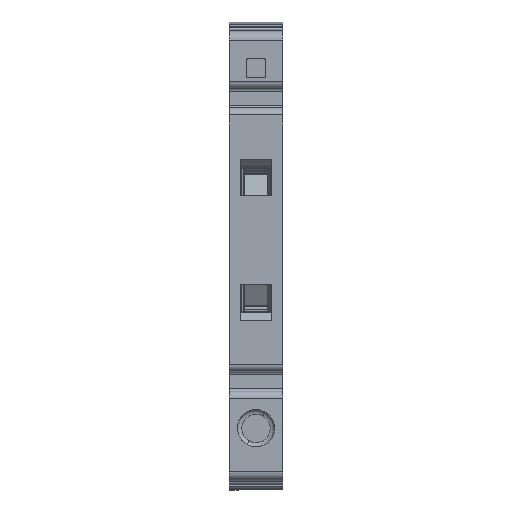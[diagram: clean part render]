
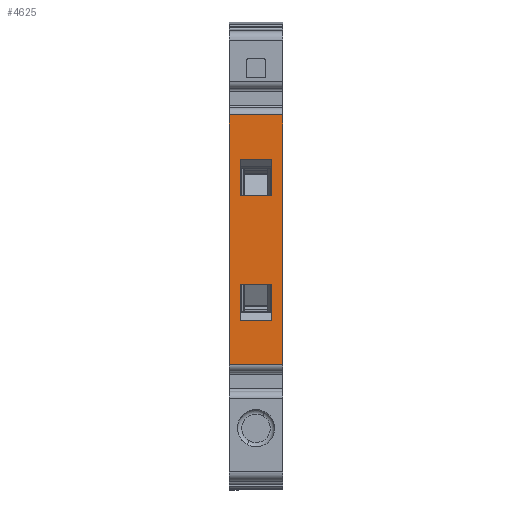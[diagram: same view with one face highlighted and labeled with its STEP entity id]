
A CAD part, top view. The second image highlights one B-rep face of the part: STEP entity #4625.
In plain terms, the highlighted planar face has unit normal (0, 0, 1).
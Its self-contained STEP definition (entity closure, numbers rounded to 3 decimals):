
#4537=AXIS2_PLACEMENT_3D('Plane Axis2P3D',#4534,#4535,#4536) ;
#910=CARTESIAN_POINT('Vertex',(6.,42.163,34.65)) ;
#913=CARTESIAN_POINT('Line Origine',(6.,28.113,34.65)) ;
#917=CARTESIAN_POINT('Vertex',(6.,14.063,34.65)) ;
#4518=CARTESIAN_POINT('Vertex',(0.,42.163,34.65)) ;
#4521=CARTESIAN_POINT('Line Origine',(3.,42.163,34.65)) ;
#4534=CARTESIAN_POINT('Axis2P3D Location',(0.,42.163,34.65)) ;
#4539=CARTESIAN_POINT('Line Origine',(0.,28.113,34.65)) ;
#4543=CARTESIAN_POINT('Vertex',(0.,14.063,34.65)) ;
#4546=CARTESIAN_POINT('Line Origine',(3.,14.063,34.65)) ;
#4557=CARTESIAN_POINT('Line Origine',(3.,23.113,34.65)) ;
#4561=CARTESIAN_POINT('Vertex',(1.25,23.113,34.65)) ;
#4563=CARTESIAN_POINT('Vertex',(4.75,23.113,34.65)) ;
#4566=CARTESIAN_POINT('Line Origine',(4.75,21.088,34.65)) ;
#4570=CARTESIAN_POINT('Vertex',(4.75,19.063,34.65)) ;
#4573=CARTESIAN_POINT('Line Origine',(3.,19.063,34.65)) ;
#4577=CARTESIAN_POINT('Vertex',(1.25,19.063,34.65)) ;
#4580=CARTESIAN_POINT('Line Origine',(1.25,21.088,34.65)) ;
#4591=CARTESIAN_POINT('Line Origine',(4.75,35.138,34.65)) ;
#4595=CARTESIAN_POINT('Vertex',(4.75,33.113,34.65)) ;
#4597=CARTESIAN_POINT('Vertex',(4.75,37.163,34.65)) ;
#4600=CARTESIAN_POINT('Line Origine',(3.,33.113,34.65)) ;
#4604=CARTESIAN_POINT('Vertex',(1.25,33.113,34.65)) ;
#4607=CARTESIAN_POINT('Line Origine',(1.25,35.138,34.65)) ;
#4611=CARTESIAN_POINT('Vertex',(1.25,37.163,34.65)) ;
#4614=CARTESIAN_POINT('Line Origine',(3.,37.163,34.65)) ;
#914=DIRECTION('Vector Direction',(0.,-1.,0.)) ;
#4522=DIRECTION('Vector Direction',(1.,0.,0.)) ;
#4535=DIRECTION('Axis2P3D Direction',(0.,0.,1.)) ;
#4536=DIRECTION('Axis2P3D XDirection',(0.,-1.,0.)) ;
#4540=DIRECTION('Vector Direction',(0.,-1.,0.)) ;
#4547=DIRECTION('Vector Direction',(1.,0.,0.)) ;
#4558=DIRECTION('Vector Direction',(1.,0.,0.)) ;
#4567=DIRECTION('Vector Direction',(0.,1.,0.)) ;
#4574=DIRECTION('Vector Direction',(1.,0.,0.)) ;
#4581=DIRECTION('Vector Direction',(0.,1.,0.)) ;
#4592=DIRECTION('Vector Direction',(0.,1.,0.)) ;
#4601=DIRECTION('Vector Direction',(1.,0.,0.)) ;
#4608=DIRECTION('Vector Direction',(0.,1.,0.)) ;
#4615=DIRECTION('Vector Direction',(1.,0.,0.)) ;
#915=VECTOR('Line Direction',#914,1.) ;
#4523=VECTOR('Line Direction',#4522,1.) ;
#4541=VECTOR('Line Direction',#4540,1.) ;
#4548=VECTOR('Line Direction',#4547,1.) ;
#4559=VECTOR('Line Direction',#4558,1.) ;
#4568=VECTOR('Line Direction',#4567,1.) ;
#4575=VECTOR('Line Direction',#4574,1.) ;
#4582=VECTOR('Line Direction',#4581,1.) ;
#4593=VECTOR('Line Direction',#4592,1.) ;
#4602=VECTOR('Line Direction',#4601,1.) ;
#4609=VECTOR('Line Direction',#4608,1.) ;
#4616=VECTOR('Line Direction',#4615,1.) ;
#4552=ORIENTED_EDGE('',*,*,#919,.T.) ;
#4553=ORIENTED_EDGE('',*,*,#4525,.F.) ;
#4554=ORIENTED_EDGE('',*,*,#4545,.F.) ;
#4555=ORIENTED_EDGE('',*,*,#4550,.T.) ;
#4586=ORIENTED_EDGE('',*,*,#4565,.T.) ;
#4587=ORIENTED_EDGE('',*,*,#4572,.T.) ;
#4588=ORIENTED_EDGE('',*,*,#4579,.F.) ;
#4589=ORIENTED_EDGE('',*,*,#4584,.F.) ;
#4620=ORIENTED_EDGE('',*,*,#4599,.F.) ;
#4621=ORIENTED_EDGE('',*,*,#4606,.F.) ;
#4622=ORIENTED_EDGE('',*,*,#4613,.T.) ;
#4623=ORIENTED_EDGE('',*,*,#4618,.T.) ;
#4590=FACE_BOUND('',#4585,.T.) ;
#4624=FACE_BOUND('',#4619,.T.) ;
#4625=ADVANCED_FACE('XXXXX-AEB_35_SCL_Entw-07.1\\K\X2\00F6\X0\rper.5',(#4556,#4590,#4624),#4538,.T.) ;
#919=EDGE_CURVE('',#918,#911,#916,.F.) ;
#4525=EDGE_CURVE('',#4519,#911,#4524,.T.) ;
#4545=EDGE_CURVE('',#4544,#4519,#4542,.F.) ;
#4550=EDGE_CURVE('',#4544,#918,#4549,.T.) ;
#4565=EDGE_CURVE('',#4562,#4564,#4560,.T.) ;
#4572=EDGE_CURVE('',#4564,#4571,#4569,.F.) ;
#4579=EDGE_CURVE('',#4578,#4571,#4576,.T.) ;
#4584=EDGE_CURVE('',#4562,#4578,#4583,.F.) ;
#4599=EDGE_CURVE('',#4596,#4598,#4594,.T.) ;
#4606=EDGE_CURVE('',#4605,#4596,#4603,.T.) ;
#4613=EDGE_CURVE('',#4605,#4612,#4610,.T.) ;
#4618=EDGE_CURVE('',#4612,#4598,#4617,.T.) ;
#4551=EDGE_LOOP('',(#4552,#4553,#4554,#4555)) ;
#4585=EDGE_LOOP('',(#4586,#4587,#4588,#4589)) ;
#4619=EDGE_LOOP('',(#4620,#4621,#4622,#4623)) ;
#4556=FACE_OUTER_BOUND('',#4551,.T.) ;
#916=LINE('Line',#913,#915) ;
#4524=LINE('Line',#4521,#4523) ;
#4542=LINE('Line',#4539,#4541) ;
#4549=LINE('Line',#4546,#4548) ;
#4560=LINE('Line',#4557,#4559) ;
#4569=LINE('Line',#4566,#4568) ;
#4576=LINE('Line',#4573,#4575) ;
#4583=LINE('Line',#4580,#4582) ;
#4594=LINE('Line',#4591,#4593) ;
#4603=LINE('Line',#4600,#4602) ;
#4610=LINE('Line',#4607,#4609) ;
#4617=LINE('Line',#4614,#4616) ;
#4538=PLANE('',#4537) ;
#911=VERTEX_POINT('',#910) ;
#918=VERTEX_POINT('',#917) ;
#4519=VERTEX_POINT('',#4518) ;
#4544=VERTEX_POINT('',#4543) ;
#4562=VERTEX_POINT('',#4561) ;
#4564=VERTEX_POINT('',#4563) ;
#4571=VERTEX_POINT('',#4570) ;
#4578=VERTEX_POINT('',#4577) ;
#4596=VERTEX_POINT('',#4595) ;
#4598=VERTEX_POINT('',#4597) ;
#4605=VERTEX_POINT('',#4604) ;
#4612=VERTEX_POINT('',#4611) ;
